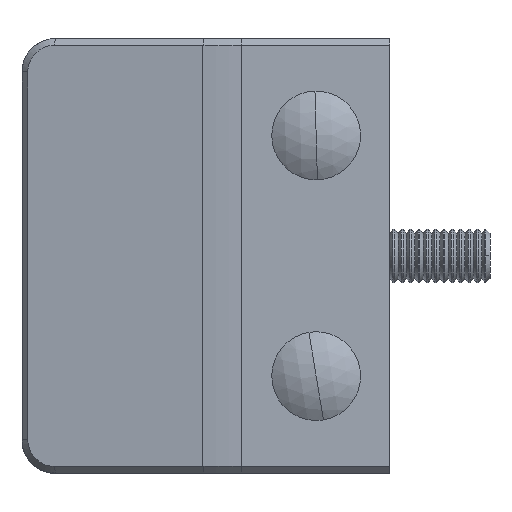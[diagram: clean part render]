
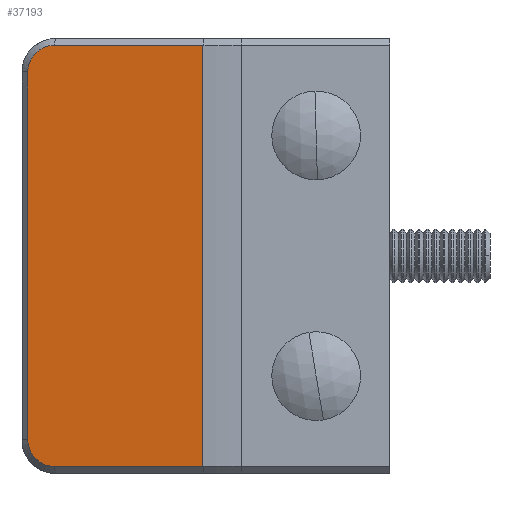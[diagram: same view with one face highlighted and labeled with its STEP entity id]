
A CAD part, top view. The second image highlights one B-rep face of the part: STEP entity #37193.
In plain terms, the highlighted face is planar.
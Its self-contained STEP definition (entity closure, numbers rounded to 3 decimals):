
#3053 = B_SPLINE_CURVE_WITH_KNOTS ( 'NONE', 3,
 ( #23667, #57204, #24384, #69209, #64024, #58407, #24649, #7664, #36244, #35974 ),
 .UNSPECIFIED., .F., .F.,
 ( 4, 2, 2, 2, 4 ),
 ( 0., 0.25, 0.5, 0.75, 1. ),
 .UNSPECIFIED. ) ;
#4250 = LINE ( 'NONE', #26026, #12142 ) ;
#5328 = VECTOR ( 'NONE', #64972, 1000. ) ;
#5339 = CARTESIAN_POINT ( 'NONE',  ( -52.593, 30.698, -6.326 ) ) ;
#5769 = CARTESIAN_POINT ( 'NONE',  ( -27.948, 31.5, -9.66 ) ) ;
#6033 = CARTESIAN_POINT ( 'NONE',  ( -53.332, 29.959, -6.226 ) ) ;
#7664 = CARTESIAN_POINT ( 'NONE',  ( -54.029, -28.548, -6.131 ) ) ;
#7921 = VERTEX_POINT ( 'NONE', #64216 ) ;
#8062 = ORIENTED_EDGE ( 'NONE', *, *, #37814, .T. ) ;
#10325 = ORIENTED_EDGE ( 'NONE', *, *, #59955, .T. ) ;
#10770 = VERTEX_POINT ( 'NONE', #41986 ) ;
#11215 = CARTESIAN_POINT ( 'NONE',  ( -53.63, 29.513, -6.185 ) ) ;
#11711 = CARTESIAN_POINT ( 'NONE',  ( -51.182, 31.395, -6.517 ) ) ;
#12142 = VECTOR ( 'NONE', #48233, 1000. ) ;
#12189 = VERTEX_POINT ( 'NONE', #47843 ) ;
#14860 = DIRECTION ( 'NONE',  ( 0.134, 0., 0.991 ) ) ;
#16682 = VECTOR ( 'NONE', #45642, 1000. ) ;
#17715 = ORIENTED_EDGE ( 'NONE', *, *, #67589, .T. ) ;
#18931 = CARTESIAN_POINT ( 'NONE',  ( -54.134, 32.5, -6.117 ) ) ;
#19483 = LINE ( 'NONE', #23033, #30886 ) ;
#20069 = FACE_OUTER_BOUND ( 'NONE', #49574, .T. ) ;
#20229 = PLANE ( 'NONE',  #32770 ) ;
#20528 = EDGE_CURVE ( 'NONE', #59781, #10770, #58150, .T. ) ;
#23033 = CARTESIAN_POINT ( 'NONE',  ( -55., -31.5, -6. ) ) ;
#23667 = CARTESIAN_POINT ( 'NONE',  ( -50.134, -31.5, -6.658 ) ) ;
#24384 = CARTESIAN_POINT ( 'NONE',  ( -51.182, -31.395, -6.517 ) ) ;
#24649 = CARTESIAN_POINT ( 'NONE',  ( -53.63, -29.513, -6.185 ) ) ;
#26026 = CARTESIAN_POINT ( 'NONE',  ( -27.948, 32.5, -9.66 ) ) ;
#27917 = CARTESIAN_POINT ( 'NONE',  ( -50.134, 31.5, -6.658 ) ) ;
#28798 = CARTESIAN_POINT ( 'NONE',  ( -27.948, -31.5, -9.66 ) ) ;
#30886 = VECTOR ( 'NONE', #68821, 1000. ) ;
#32762 = B_SPLINE_CURVE_WITH_KNOTS ( 'NONE', 3,
 ( #33608, #44968, #62170, #11215, #6033, #5339, #45442, #11711, #61951, #27917 ),
 .UNSPECIFIED., .F., .F.,
 ( 4, 2, 2, 2, 4 ),
 ( 0., 0.25, 0.5, 0.75, 1. ),
 .UNSPECIFIED. ) ;
#32770 = AXIS2_PLACEMENT_3D ( 'NONE', #48640, #14860, #54281 ) ;
#33608 = CARTESIAN_POINT ( 'NONE',  ( -54.134, 27.5, -6.117 ) ) ;
#35630 = CARTESIAN_POINT ( 'NONE',  ( -54.134, -27.5, -6.117 ) ) ;
#35974 = CARTESIAN_POINT ( 'NONE',  ( -54.134, -27.5, -6.117 ) ) ;
#36244 = CARTESIAN_POINT ( 'NONE',  ( -54.134, -28.024, -6.117 ) ) ;
#37193 = ADVANCED_FACE ( 'NONE', ( #20069 ), #20229, .F. ) ;
#37814 = EDGE_CURVE ( 'NONE', #68757, #48480, #4250, .T. ) ;
#41357 = EDGE_CURVE ( 'NONE', #7921, #59781, #3053, .T. ) ;
#41986 = CARTESIAN_POINT ( 'NONE',  ( -54.134, 27.5, -6.117 ) ) ;
#42122 = ORIENTED_EDGE ( 'NONE', *, *, #20528, .T. ) ;
#44968 = CARTESIAN_POINT ( 'NONE',  ( -54.134, 28.023, -6.117 ) ) ;
#45442 = CARTESIAN_POINT ( 'NONE',  ( -52.147, 30.996, -6.386 ) ) ;
#45642 = DIRECTION ( 'NONE',  ( 0.991, 0., -0.134 ) ) ;
#46006 = ORIENTED_EDGE ( 'NONE', *, *, #41357, .T. ) ;
#46315 = EDGE_CURVE ( 'NONE', #10770, #12189, #32762, .T. ) ;
#47843 = CARTESIAN_POINT ( 'NONE',  ( -50.134, 31.5, -6.658 ) ) ;
#48233 = DIRECTION ( 'NONE',  ( 0., -1., 0. ) ) ;
#48480 = VERTEX_POINT ( 'NONE', #28798 ) ;
#48640 = CARTESIAN_POINT ( 'NONE',  ( -55., 32.5, -6. ) ) ;
#49574 = EDGE_LOOP ( 'NONE', ( #54004, #17715, #8062, #10325, #46006, #42122 ) ) ;
#53434 = CARTESIAN_POINT ( 'NONE',  ( -27.948, 31.5, -9.66 ) ) ;
#54004 = ORIENTED_EDGE ( 'NONE', *, *, #46315, .T. ) ;
#54281 = DIRECTION ( 'NONE',  ( 0.991, 0., -0.134 ) ) ;
#57204 = CARTESIAN_POINT ( 'NONE',  ( -50.657, -31.5, -6.588 ) ) ;
#58150 = LINE ( 'NONE', #18931, #5328 ) ;
#58407 = CARTESIAN_POINT ( 'NONE',  ( -53.332, -29.959, -6.226 ) ) ;
#59781 = VERTEX_POINT ( 'NONE', #35630 ) ;
#59955 = EDGE_CURVE ( 'NONE', #48480, #7921, #19483, .T. ) ;
#61951 = CARTESIAN_POINT ( 'NONE',  ( -50.658, 31.5, -6.587 ) ) ;
#62170 = CARTESIAN_POINT ( 'NONE',  ( -54.029, 28.548, -6.131 ) ) ;
#64024 = CARTESIAN_POINT ( 'NONE',  ( -52.593, -30.698, -6.326 ) ) ;
#64216 = CARTESIAN_POINT ( 'NONE',  ( -50.134, -31.5, -6.658 ) ) ;
#64972 = DIRECTION ( 'NONE',  ( 0., 1., 0. ) ) ;
#65989 = LINE ( 'NONE', #5769, #16682 ) ;
#67589 = EDGE_CURVE ( 'NONE', #12189, #68757, #65989, .T. ) ;
#68757 = VERTEX_POINT ( 'NONE', #53434 ) ;
#68821 = DIRECTION ( 'NONE',  ( -0.991, 0., 0.134 ) ) ;
#69209 = CARTESIAN_POINT ( 'NONE',  ( -52.147, -30.996, -6.386 ) ) ;
